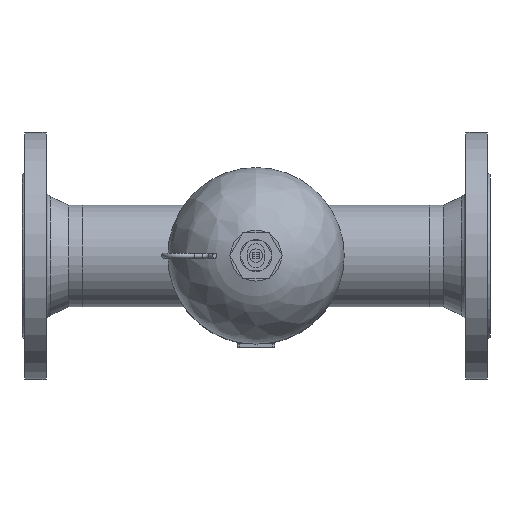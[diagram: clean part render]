
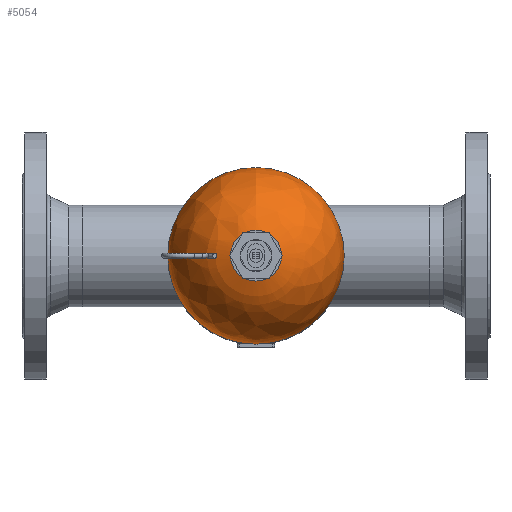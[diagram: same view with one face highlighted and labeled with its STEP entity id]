
A CAD part, top view. The second image highlights one B-rep face of the part: STEP entity #5054.
In plain terms, the highlighted free-form (B-spline) face has degree [2, 2] with [3, 9] control points.
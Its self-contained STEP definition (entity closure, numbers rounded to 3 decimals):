
#972=(
BOUNDED_CURVE()
B_SPLINE_CURVE(2,(#7668,#7669,#7670),.UNSPECIFIED.,.F.,.F.)
B_SPLINE_CURVE_WITH_KNOTS((3,3),(-1.295,0.),
 .UNSPECIFIED.)
CURVE()
GEOMETRIC_REPRESENTATION_ITEM()
RATIONAL_B_SPLINE_CURVE((1.,0.798,1.))
REPRESENTATION_ITEM('')
);
#974=(
BOUNDED_SURFACE()
B_SPLINE_SURFACE(2,2,((#7641,#7642,#7643,#7644,#7645,#7646,#7647,#7648,
#7649),(#7650,#7651,#7652,#7653,#7654,#7655,#7656,#7657,#7658),(#7659,#7660,
#7661,#7662,#7663,#7664,#7665,#7666,#7667)),.UNSPECIFIED.,.F.,.T.,.F.)
B_SPLINE_SURFACE_WITH_KNOTS((3,3),(3,2,2,2,3),(0.,1.295),
(-3.142,-1.571,0.,1.571,3.142),
 .UNSPECIFIED.)
GEOMETRIC_REPRESENTATION_ITEM()
RATIONAL_B_SPLINE_SURFACE(((1.,0.707,1.,0.707,1.,
0.707,1.,0.707,1.),(0.798,0.564,
0.798,0.564,0.798,0.564,
0.798,0.564,0.798),(1.,0.707,
1.,0.707,1.,0.707,1.,0.707,1.)))
REPRESENTATION_ITEM('')
SURFACE()
);
#1211=FACE_OUTER_BOUND('',#1534,.T.);
#1534=EDGE_LOOP('',(#3439,#3440,#3441,#3442,#3443));
#1917=CIRCLE('',#5388,17.737);
#1922=CIRCLE('',#5399,66.);
#1923=CIRCLE('',#5400,66.);
#2184=VERTEX_POINT('',#7621);
#2189=VERTEX_POINT('',#7637);
#2190=VERTEX_POINT('',#7638);
#2688=EDGE_CURVE('',#2184,#2184,#1917,.T.);
#2693=EDGE_CURVE('',#2189,#2190,#1922,.T.);
#2694=EDGE_CURVE('',#2190,#2189,#1923,.T.);
#2695=EDGE_CURVE('',#2184,#2190,#972,.T.);
#3439=ORIENTED_EDGE('',*,*,#2688,.T.);
#3440=ORIENTED_EDGE('',*,*,#2695,.T.);
#3441=ORIENTED_EDGE('',*,*,#2694,.T.);
#3442=ORIENTED_EDGE('',*,*,#2693,.T.);
#3443=ORIENTED_EDGE('',*,*,#2695,.F.);
#5054=ADVANCED_FACE('',(#1211),#974,.F.);
#5388=AXIS2_PLACEMENT_3D('',#7622,#5989,#5990);
#5399=AXIS2_PLACEMENT_3D('',#7639,#6011,#6012);
#5400=AXIS2_PLACEMENT_3D('',#7640,#6013,#6014);
#5989=DIRECTION('center_axis',(0.,0.,-1.));
#5990=DIRECTION('ref_axis',(0.,-1.,0.));
#6011=DIRECTION('center_axis',(0.,0.,1.));
#6012=DIRECTION('ref_axis',(1.,0.,0.));
#6013=DIRECTION('center_axis',(0.,0.,1.));
#6014=DIRECTION('ref_axis',(1.,0.,0.));
#7621=CARTESIAN_POINT('',(0.,17.737,135.));
#7622=CARTESIAN_POINT('Origin',(0.,0.,135.));
#7637=CARTESIAN_POINT('',(-66.,0.,71.2));
#7638=CARTESIAN_POINT('',(0.,66.,71.2));
#7639=CARTESIAN_POINT('Origin',(0.,0.,71.2));
#7640=CARTESIAN_POINT('Origin',(0.,0.,71.2));
#7641=CARTESIAN_POINT('Ctrl Pts',(0.,66.,71.2));
#7642=CARTESIAN_POINT('Ctrl Pts',(-66.,66.,71.2));
#7643=CARTESIAN_POINT('Ctrl Pts',(-66.,0.,71.2));
#7644=CARTESIAN_POINT('Ctrl Pts',(-66.,-66.,71.2));
#7645=CARTESIAN_POINT('Ctrl Pts',(0.,-66.,71.2));
#7646=CARTESIAN_POINT('Ctrl Pts',(66.,-66.,71.2));
#7647=CARTESIAN_POINT('Ctrl Pts',(66.,0.,71.2));
#7648=CARTESIAN_POINT('Ctrl Pts',(66.,66.,71.2));
#7649=CARTESIAN_POINT('Ctrl Pts',(0.,66.,71.2));
#7650=CARTESIAN_POINT('Ctrl Pts',(0.,66.001,121.355));
#7651=CARTESIAN_POINT('Ctrl Pts',(-66.001,66.001,121.355));
#7652=CARTESIAN_POINT('Ctrl Pts',(-66.001,0.,
121.355));
#7653=CARTESIAN_POINT('Ctrl Pts',(-66.001,-66.001,121.355));
#7654=CARTESIAN_POINT('Ctrl Pts',(0.,-66.001,121.355));
#7655=CARTESIAN_POINT('Ctrl Pts',(66.001,-66.001,121.355));
#7656=CARTESIAN_POINT('Ctrl Pts',(66.001,0.,
121.355));
#7657=CARTESIAN_POINT('Ctrl Pts',(66.001,66.001,121.355));
#7658=CARTESIAN_POINT('Ctrl Pts',(0.,66.001,121.355));
#7659=CARTESIAN_POINT('Ctrl Pts',(0.,17.737,135.));
#7660=CARTESIAN_POINT('Ctrl Pts',(-17.737,17.737,135.));
#7661=CARTESIAN_POINT('Ctrl Pts',(-17.737,0.,
135.));
#7662=CARTESIAN_POINT('Ctrl Pts',(-17.737,-17.737,135.));
#7663=CARTESIAN_POINT('Ctrl Pts',(0.,-17.737,135.));
#7664=CARTESIAN_POINT('Ctrl Pts',(17.737,-17.737,135.));
#7665=CARTESIAN_POINT('Ctrl Pts',(17.737,0.,
135.));
#7666=CARTESIAN_POINT('Ctrl Pts',(17.737,17.737,135.));
#7667=CARTESIAN_POINT('Ctrl Pts',(0.,17.737,135.));
#7668=CARTESIAN_POINT('Ctrl Pts',(0.,17.737,135.));
#7669=CARTESIAN_POINT('Ctrl Pts',(0.,66.001,121.355));
#7670=CARTESIAN_POINT('Ctrl Pts',(0.,66.,71.2));
